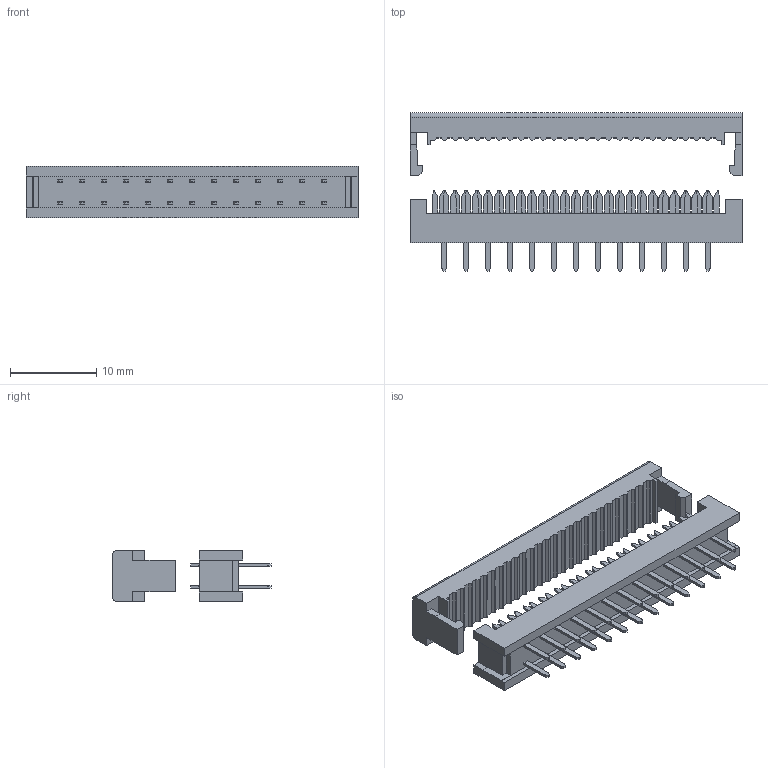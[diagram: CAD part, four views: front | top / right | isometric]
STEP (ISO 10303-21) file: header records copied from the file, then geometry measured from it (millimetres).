
FILE_DESCRIPTION(('STEP AP214'),'1');
FILE_NAME('connector_awlp26_3_2t.stp','2017-04-01T00:35:47',('TraceParts'),('TraceParts S.A.'),'Spatial InterOp 3D',' ',' ');
FILE_SCHEMA(('automotive_design'));
Length unit declared in the file: millimetre
Products named in the file (2): connector_awlp26_3_2t_1; connector_awlp26_3_2t_2
Bounding box: 38.42 x 18.3 x 6 mm (x, y, z)
Volume: 1466.5 mm3; surface area: 2108.8 mm2
Topology: 2 solids, 2 shells, 958 faces, 2706 edges, 1804 vertices
Faces by surface type: plane 669, cylinder 289
Entity records: 38603 total; most frequent: CARTESIAN_POINT 5470, ORIENTED_EDGE 5412, DIRECTION 5204, EDGE_CURVE 2706, LINE 2128, VECTOR 2128, VERTEX_POINT 1804, AXIS2_PLACEMENT_3D 1538
